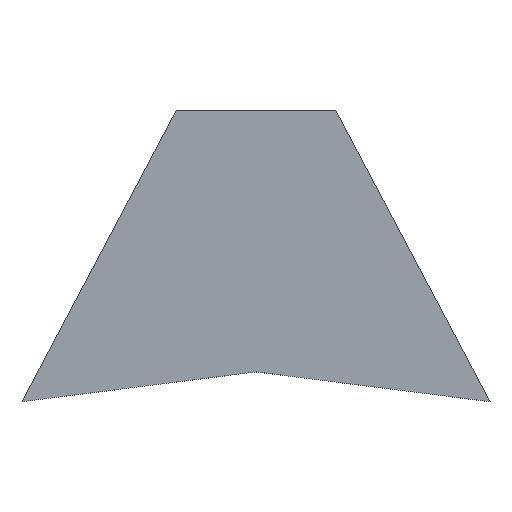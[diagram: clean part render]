
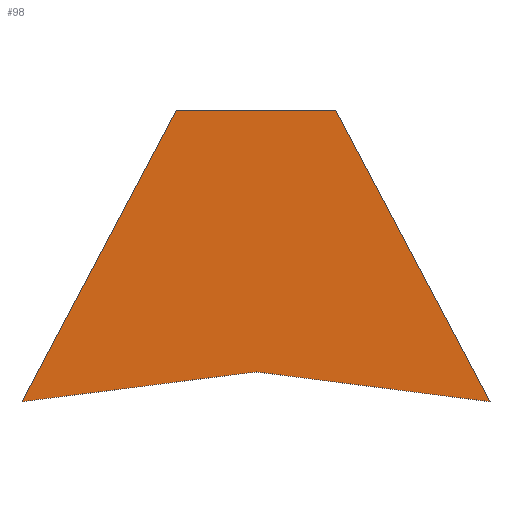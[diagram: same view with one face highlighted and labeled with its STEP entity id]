
A CAD part, left-side view. The second image highlights one B-rep face of the part: STEP entity #98.
In plain terms, the highlighted planar face has unit normal (-1, 0, 0).
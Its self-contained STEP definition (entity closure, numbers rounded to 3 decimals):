
#1=DIRECTION('',(0.,-0.468,-0.884));
#2=VECTOR('',#1,155.001);
#3=CARTESIAN_POINT('',(-1.,-37.5,0.));
#4=LINE('',#3,#2);
#5=DIRECTION('',(0.,0.992,0.126));
#6=VECTOR('',#5,110.887);
#7=CARTESIAN_POINT('',(-1.,-110.,-137.));
#8=LINE('',#7,#6);
#9=DIRECTION('',(0.,0.992,-0.126));
#10=VECTOR('',#9,110.887);
#11=CARTESIAN_POINT('',(-1.,0.,-123.));
#12=LINE('',#11,#10);
#13=DIRECTION('',(0.,-0.468,0.884));
#14=VECTOR('',#13,155.001);
#15=CARTESIAN_POINT('',(-1.,110.,-137.));
#16=LINE('',#15,#14);
#17=DIRECTION('',(0.,-1.,0.));
#18=VECTOR('',#17,75.);
#19=CARTESIAN_POINT('',(-1.,37.5,0.));
#20=LINE('',#19,#18);
#61=CARTESIAN_POINT('',(-1.,-37.5,0.));
#62=CARTESIAN_POINT('',(-1.,-110.,-137.));
#63=VERTEX_POINT('',#61);
#64=VERTEX_POINT('',#62);
#65=CARTESIAN_POINT('',(-1.,0.,-123.));
#66=VERTEX_POINT('',#65);
#67=CARTESIAN_POINT('',(-1.,110.,-137.));
#68=VERTEX_POINT('',#67);
#69=CARTESIAN_POINT('',(-1.,37.5,0.));
#70=VERTEX_POINT('',#69);
#81=CARTESIAN_POINT('',(-1.,0.,0.));
#82=DIRECTION('',(1.,0.,0.));
#83=DIRECTION('',(0.,0.,-1.));
#84=AXIS2_PLACEMENT_3D('',#81,#82,#83);
#85=PLANE('',#84);
#87=ORIENTED_EDGE('',*,*,#86,.T.);
#89=ORIENTED_EDGE('',*,*,#88,.T.);
#91=ORIENTED_EDGE('',*,*,#90,.T.);
#93=ORIENTED_EDGE('',*,*,#92,.T.);
#95=ORIENTED_EDGE('',*,*,#94,.T.);
#96=EDGE_LOOP('',(#87,#89,#91,#93,#95));
#97=FACE_OUTER_BOUND('',#96,.F.);
#98=ADVANCED_FACE('',(#97),#85,.F.);
#86=EDGE_CURVE('',#63,#64,#4,.T.);
#88=EDGE_CURVE('',#64,#66,#8,.T.);
#90=EDGE_CURVE('',#66,#68,#12,.T.);
#92=EDGE_CURVE('',#68,#70,#16,.T.);
#94=EDGE_CURVE('',#70,#63,#20,.T.);
